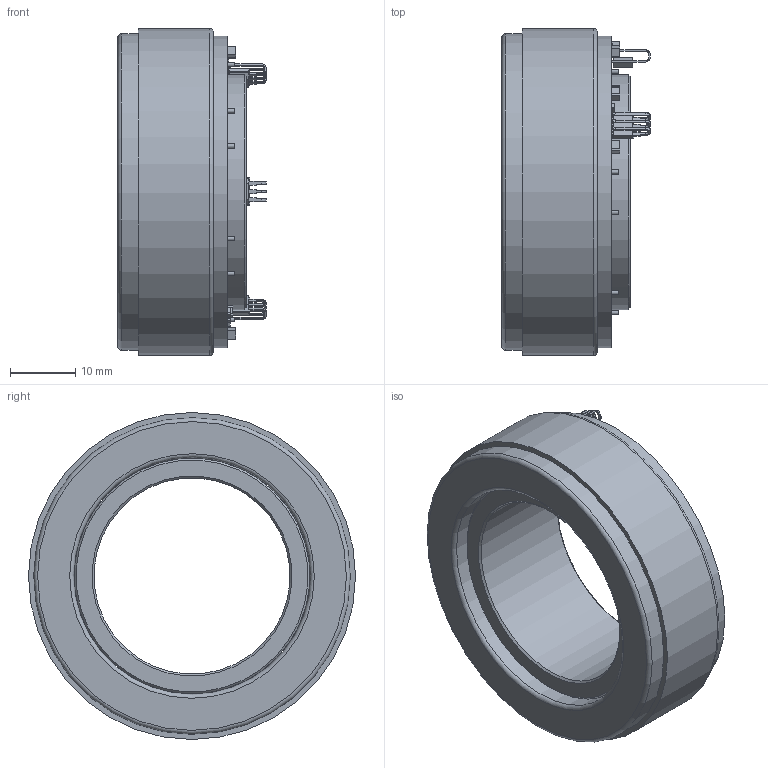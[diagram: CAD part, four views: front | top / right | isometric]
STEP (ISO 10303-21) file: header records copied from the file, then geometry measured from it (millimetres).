
FILE_DESCRIPTION(/* description */ (''),/* implementation_level */ '2;1');
FILE_NAME(/* name */ 'ATD50x08_CAD.stp',/* time_stamp */ '2019-08-01T18:15:12+05:00',/* author */ ('KuvshinovDA'),/* organization */ (''),/* preprocessor_version */ 'ST-DEVELOPER v17',/* originating_system */ 'Autodesk Inventor 2019',/* authorisation */ '');
FILE_SCHEMA (('AUTOMOTIVE_DESIGN { 1 0 10303 214 3 1 1 }'));
Length unit declared in the file: millimetre
Products named in the file (25): ATD50x08_CAD; ATD 50x08; Компаунд статора 
ATD 50x08; ATD50-XX.SS.H.TS_3D; Board; C5; C1; C2; C3; C4; C6; C0805; C7; C0603; R1; R3; R4; DD1; WSON-6; R5; R2; R0603; DA2; PG-SSO-3-2-small; Ротор ATD 50x08_упр
Assembly tree (35 placements, depth 5):
  ATD50x08_CAD
    ATD 50x08
      Компаунд статора 
ATD 50x08
      ATD50-XX.SS.H.TS_3D
        Board
        C5
          C0805
        C1
          C0805
        C2
          C0805
        C3
          C0805
        C4
          C0805
        C6
          C0805
        C7
          C0603
        R1
          R0603
        R3
          R0603
        R4
          R0603
        DD1
          WSON-6
        R5
          R0603
        R2
          R0603
        DA2  x3
          PG-SSO-3-2-small
    Ротор ATD 50x08_упр
Bounding box: 22.65 x 50 x 50 mm (x, y, z)
Volume: 20036.7 mm3; surface area: 12681.7 mm2
Topology: 29 solids, 29 shells, 1297 faces, 3605 edges, 2438 vertices
Faces by surface type: plane 985, cylinder 304, torus 4, cone 4
Full cylindrical faces by diameter (mm): 0.5 x49, 0.67 x12, 1.3 x1, 3 x12, 30 x1, 36.05 x1, 36.2 x1, 36.6 x1, 47.6 x1, 48.4 x1, 50 x1
Entity records: 20903 total; most frequent: CARTESIAN_POINT 3659, DIRECTION 3417, ORIENTED_EDGE 3304, EDGE_CURVE 1652, LINE 1161, VECTOR 1161, VERTEX_POINT 1136, AXIS2_PLACEMENT_3D 1128
